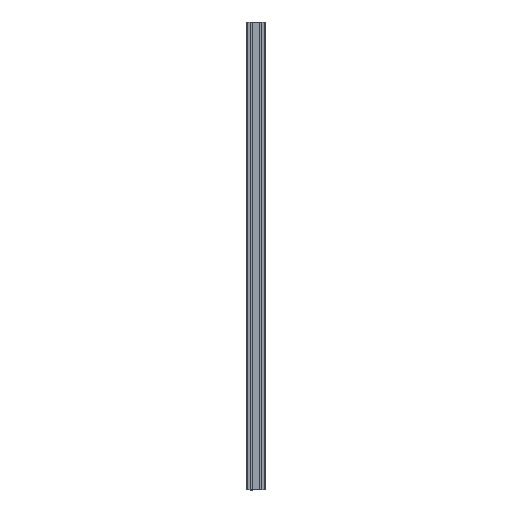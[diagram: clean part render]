
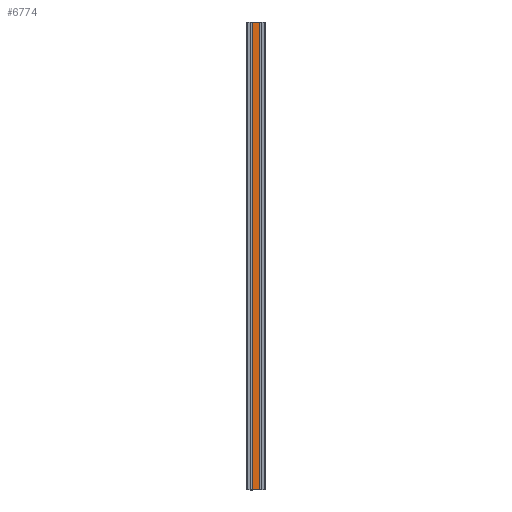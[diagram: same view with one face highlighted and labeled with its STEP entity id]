
A CAD part, left-side view. The second image highlights one B-rep face of the part: STEP entity #6774.
In plain terms, the highlighted face is planar.
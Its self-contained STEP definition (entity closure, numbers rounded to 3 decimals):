
#3466=ORIENTED_EDGE('',*,*,#4877,.T.);
#3467=ORIENTED_EDGE('',*,*,#4878,.F.);
#3468=ORIENTED_EDGE('',*,*,#4874,.F.);
#3469=ORIENTED_EDGE('',*,*,#4879,.T.);
#4046=VECTOR('',#5554,1.);
#4049=VECTOR('',#5559,1.);
#4050=VECTOR('',#5560,1.);
#4051=VECTOR('',#5561,1.);
#4350=LINE('',#6166,#4046);
#4353=LINE('',#6172,#4049);
#4354=LINE('',#6173,#4050);
#4355=LINE('',#6174,#4051);
#4606=VERTEX_POINT('',#6164);
#4607=VERTEX_POINT('',#6165);
#4608=VERTEX_POINT('',#6170);
#4609=VERTEX_POINT('',#6171);
#4874=EDGE_CURVE('',#4606,#4607,#4350,.T.);
#4877=EDGE_CURVE('',#4608,#4609,#4353,.T.);
#4878=EDGE_CURVE('',#4607,#4609,#4354,.T.);
#4879=EDGE_CURVE('',#4606,#4608,#4355,.T.);
#5088=EDGE_LOOP('',(#3466,#3467,#3468,#3469));
#5212=FACE_BOUND('',#5088,.T.);
#5554=DIRECTION('',(-1000.,0.,0.));
#5557=DIRECTION('',(0.,0.,-1.));
#5558=DIRECTION('',(0.,1.,0.));
#5559=DIRECTION('',(-1000.,0.,0.));
#5560=DIRECTION('',(0.,-15.,0.));
#5561=DIRECTION('',(0.,-15.,0.));
#6164=CARTESIAN_POINT('',(1000.,7.5,-20.));
#6165=CARTESIAN_POINT('',(0.,7.5,-20.));
#6166=CARTESIAN_POINT('',(1000.,7.5,-20.));
#6169=CARTESIAN_POINT('',(1000.,-7.5,-20.));
#6170=CARTESIAN_POINT('',(1000.,-7.5,-20.));
#6171=CARTESIAN_POINT('',(0.,-7.5,-20.));
#6172=CARTESIAN_POINT('',(1000.,-7.5,-20.));
#6173=CARTESIAN_POINT('',(0.,7.5,-20.));
#6174=CARTESIAN_POINT('',(1000.,7.5,-20.));
#6548=AXIS2_PLACEMENT_3D('',#6169,#5557,#5558);
#6670=PLANE('',#6548);
#6774=ADVANCED_FACE('',(#5212),#6670,.T.);
